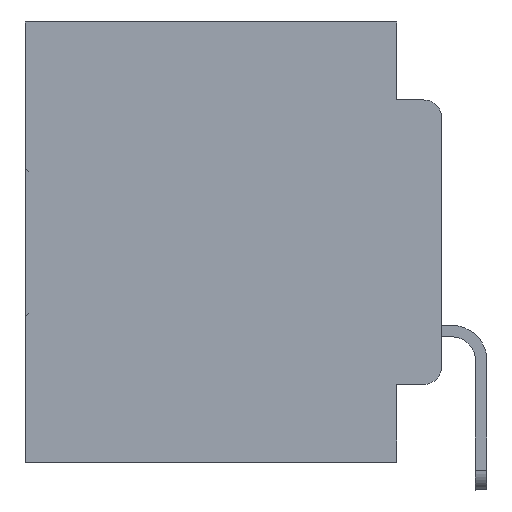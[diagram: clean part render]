
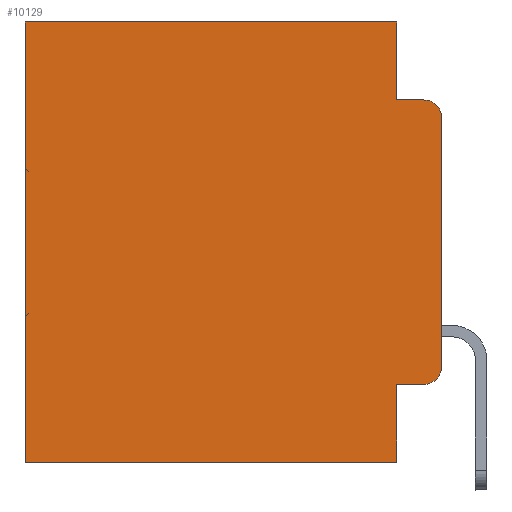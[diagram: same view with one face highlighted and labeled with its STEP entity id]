
A CAD part, left-side view. The second image highlights one B-rep face of the part: STEP entity #10129.
In plain terms, the highlighted planar face has unit normal (-1, 0, 0).
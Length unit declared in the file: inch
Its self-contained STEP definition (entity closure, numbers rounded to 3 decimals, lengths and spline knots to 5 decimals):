
#343 = CARTESIAN_POINT ( 'NONE',  ( 0.298, 0.473, -0.5 ) ) ;
#732 = CIRCLE ( 'NONE', #10299, 0.02 ) ;
#1085 = CARTESIAN_POINT ( 'NONE',  ( 0.298, 0.051, -0.4115 ) ) ;
#1185 = VERTEX_POINT ( 'NONE', #16181 ) ;
#1818 = VECTOR ( 'NONE', #23036, 39.37008 ) ;
#1990 = VECTOR ( 'NONE', #19598, 39.37008 ) ;
#2063 = ORIENTED_EDGE ( 'NONE', *, *, #10378, .T. ) ;
#2183 = LINE ( 'NONE', #9823, #26509 ) ;
#2258 = EDGE_CURVE ( 'NONE', #10655, #15588, #23929, .T. ) ;
#2368 = CARTESIAN_POINT ( 'NONE',  ( 0.298, 0.02, -0.0885 ) ) ;
#2537 = CARTESIAN_POINT ( 'NONE',  ( 0.298, 0.051, -0.0885 ) ) ;
#3109 = DIRECTION ( 'NONE',  ( 0., 0., -1. ) ) ;
#3285 = ORIENTED_EDGE ( 'NONE', *, *, #2258, .T. ) ;
#3632 = EDGE_LOOP ( 'NONE', ( #8560, #28444, #7799, #32482, #2063, #5939, #17021, #22378, #3285, #7871 ) ) ;
#3746 = LINE ( 'NONE', #19432, #7364 ) ;
#4629 = EDGE_CURVE ( 'NONE', #7832, #19238, #11750, .T. ) ;
#4637 = VECTOR ( 'NONE', #21411, 39.37008 ) ;
#4834 = DIRECTION ( 'NONE',  ( 0., 0., -1. ) ) ;
#5184 = CARTESIAN_POINT ( 'NONE',  ( 0.298, 0., -0.1085 ) ) ;
#5939 = ORIENTED_EDGE ( 'NONE', *, *, #9932, .T. ) ;
#6251 = EDGE_CURVE ( 'NONE', #12697, #19238, #6417, .T. ) ;
#6417 = LINE ( 'NONE', #6751, #17910 ) ;
#6751 = CARTESIAN_POINT ( 'NONE',  ( 0.298, 0.051, -0.0885 ) ) ;
#6752 = DIRECTION ( 'NONE',  ( 0., 1., 0. ) ) ;
#7364 = VECTOR ( 'NONE', #6752, 39.37008 ) ;
#7379 = EDGE_CURVE ( 'NONE', #10655, #1185, #31267, .T. ) ;
#7525 = EDGE_CURVE ( 'NONE', #7832, #16235, #9411, .T. ) ;
#7799 = ORIENTED_EDGE ( 'NONE', *, *, #6251, .F. ) ;
#7832 = VERTEX_POINT ( 'NONE', #5184 ) ;
#7871 = ORIENTED_EDGE ( 'NONE', *, *, #31561, .T. ) ;
#7957 = LINE ( 'NONE', #23144, #11621 ) ;
#8434 = CARTESIAN_POINT ( 'NONE',  ( 0.298, 0.051, 0. ) ) ;
#8560 = ORIENTED_EDGE ( 'NONE', *, *, #7525, .F. ) ;
#8806 = DIRECTION ( 'NONE',  ( 1., 0., 0. ) ) ;
#9411 = LINE ( 'NONE', #31751, #1990 ) ;
#9823 = CARTESIAN_POINT ( 'NONE',  ( 0.298, 0.473, 0. ) ) ;
#9932 = EDGE_CURVE ( 'NONE', #29777, #32554, #2183, .T. ) ;
#10129 = ADVANCED_FACE ( 'NONE', ( #16661 ), #26828, .F. ) ;
#10299 = AXIS2_PLACEMENT_3D ( 'NONE', #17386, #27055, #27388 ) ;
#10378 = EDGE_CURVE ( 'NONE', #16493, #29777, #7957, .T. ) ;
#10655 = VERTEX_POINT ( 'NONE', #22271 ) ;
#11621 = VECTOR ( 'NONE', #31282, 39.37008 ) ;
#11750 = CIRCLE ( 'NONE', #25592, 0.02 ) ;
#12042 = EDGE_CURVE ( 'NONE', #1185, #32554, #3746, .T. ) ;
#12349 = CARTESIAN_POINT ( 'NONE',  ( 0.298, 0., -0.3915 ) ) ;
#12697 = VERTEX_POINT ( 'NONE', #2537 ) ;
#12927 = CARTESIAN_POINT ( 'NONE',  ( 0.298, 0.473, 0. ) ) ;
#15588 = VERTEX_POINT ( 'NONE', #32346 ) ;
#16181 = CARTESIAN_POINT ( 'NONE',  ( 0.298, 0.051, -0.5 ) ) ;
#16235 = VERTEX_POINT ( 'NONE', #12349 ) ;
#16493 = VERTEX_POINT ( 'NONE', #16500 ) ;
#16500 = CARTESIAN_POINT ( 'NONE',  ( 0.298, 0.051, 0. ) ) ;
#16661 = FACE_OUTER_BOUND ( 'NONE', #3632, .T. ) ;
#16825 = CARTESIAN_POINT ( 'NONE',  ( 0.298, 0., 0. ) ) ;
#17021 = ORIENTED_EDGE ( 'NONE', *, *, #12042, .F. ) ;
#17386 = CARTESIAN_POINT ( 'NONE',  ( 0.298, 0.02, -0.3915 ) ) ;
#17910 = VECTOR ( 'NONE', #29429, 39.37008 ) ;
#19238 = VERTEX_POINT ( 'NONE', #2368 ) ;
#19432 = CARTESIAN_POINT ( 'NONE',  ( 0.298, 0., -0.5 ) ) ;
#19598 = DIRECTION ( 'NONE',  ( 0., 0., -1. ) ) ;
#21411 = DIRECTION ( 'NONE',  ( 0., -1., 0. ) ) ;
#22271 = CARTESIAN_POINT ( 'NONE',  ( 0.298, 0.051, -0.4115 ) ) ;
#22378 = ORIENTED_EDGE ( 'NONE', *, *, #7379, .F. ) ;
#22732 = VECTOR ( 'NONE', #3109, 39.37008 ) ;
#23036 = DIRECTION ( 'NONE',  ( 0., 0., -1. ) ) ;
#23144 = CARTESIAN_POINT ( 'NONE',  ( 0.298, 0., 0. ) ) ;
#23370 = CARTESIAN_POINT ( 'NONE',  ( 0.298, 0.051, 0. ) ) ;
#23408 = CARTESIAN_POINT ( 'NONE',  ( 0.298, 0.02, -0.1085 ) ) ;
#23929 = LINE ( 'NONE', #1085, #4637 ) ;
#24327 = DIRECTION ( 'NONE',  ( 0., 0., -1. ) ) ;
#25237 = DIRECTION ( 'NONE',  ( -1., 0., 0. ) ) ;
#25592 = AXIS2_PLACEMENT_3D ( 'NONE', #23408, #25237, #31057 ) ;
#26509 = VECTOR ( 'NONE', #4834, 39.37008 ) ;
#26828 = PLANE ( 'NONE',  #29722 ) ;
#27055 = DIRECTION ( 'NONE',  ( -1., 0., 0. ) ) ;
#27388 = DIRECTION ( 'NONE',  ( 0., 0., -1. ) ) ;
#28444 = ORIENTED_EDGE ( 'NONE', *, *, #4629, .T. ) ;
#28537 = LINE ( 'NONE', #23370, #1818 ) ;
#29429 = DIRECTION ( 'NONE',  ( 0., -1., 0. ) ) ;
#29722 = AXIS2_PLACEMENT_3D ( 'NONE', #16825, #8806, #24327 ) ;
#29777 = VERTEX_POINT ( 'NONE', #12927 ) ;
#31057 = DIRECTION ( 'NONE',  ( 0., 0., -1. ) ) ;
#31267 = LINE ( 'NONE', #8434, #22732 ) ;
#31282 = DIRECTION ( 'NONE',  ( 0., 1., 0. ) ) ;
#31561 = EDGE_CURVE ( 'NONE', #15588, #16235, #732, .T. ) ;
#31751 = CARTESIAN_POINT ( 'NONE',  ( 0.298, 0., 0. ) ) ;
#32065 = EDGE_CURVE ( 'NONE', #16493, #12697, #28537, .T. ) ;
#32346 = CARTESIAN_POINT ( 'NONE',  ( 0.298, 0.02, -0.4115 ) ) ;
#32482 = ORIENTED_EDGE ( 'NONE', *, *, #32065, .F. ) ;
#32554 = VERTEX_POINT ( 'NONE', #343 ) ;
